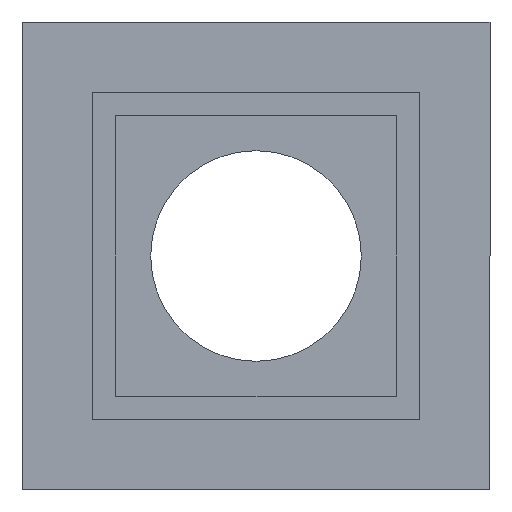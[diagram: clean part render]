
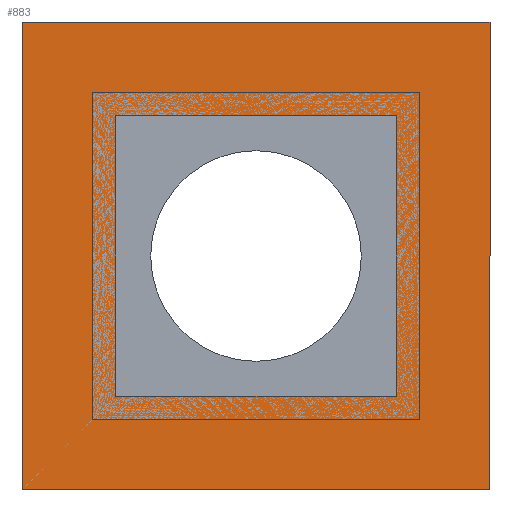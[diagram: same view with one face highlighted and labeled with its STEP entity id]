
A CAD part, left-side view. The second image highlights one B-rep face of the part: STEP entity #883.
In plain terms, the highlighted planar face has unit normal (-1, 0, 0).
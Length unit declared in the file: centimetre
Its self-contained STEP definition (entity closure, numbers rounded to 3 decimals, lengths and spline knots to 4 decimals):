
#2 = CARTESIAN_POINT ( 'NONE',  ( 0., 0.6, 0. ) ) ;
#15 = LINE ( 'NONE', #2, #414 ) ;
#32 = ORIENTED_EDGE ( 'NONE', *, *, #646, .T. ) ;
#47 = VECTOR ( 'NONE', #391, 100. ) ;
#83 = CARTESIAN_POINT ( 'NONE',  ( 0., -0.6, -0.6 ) ) ;
#88 = VERTEX_POINT ( 'NONE', #639 ) ;
#118 = CARTESIAN_POINT ( 'NONE',  ( 0., 0.6, 0.6 ) ) ;
#190 = CARTESIAN_POINT ( 'NONE',  ( 0., -0.6, 0. ) ) ;
#197 = VECTOR ( 'NONE', #763, 100. ) ;
#254 = ORIENTED_EDGE ( 'NONE', *, *, #824, .F. ) ;
#258 = CARTESIAN_POINT ( 'NONE',  ( 0., -1., -1. ) ) ;
#265 = DIRECTION ( 'NONE',  ( 0., 1., 0. ) ) ;
#269 = ORIENTED_EDGE ( 'NONE', *, *, #731, .F. ) ;
#273 = EDGE_LOOP ( 'NONE', ( #434, #882, #254, #925 ) ) ;
#278 = VECTOR ( 'NONE', #829, 100. ) ;
#281 = FACE_OUTER_BOUND ( 'NONE', #273, .T. ) ;
#291 = LINE ( 'NONE', #737, #761 ) ;
#296 = AXIS2_PLACEMENT_3D ( 'NONE', #852, #498, #641 ) ;
#371 = VERTEX_POINT ( 'NONE', #118 ) ;
#383 = CARTESIAN_POINT ( 'NONE',  ( 0., -0.6, 0.6 ) ) ;
#391 = DIRECTION ( 'NONE',  ( 0., 1., 0. ) ) ;
#414 = VECTOR ( 'NONE', #881, 100. ) ;
#429 = LINE ( 'NONE', #190, #507 ) ;
#434 = ORIENTED_EDGE ( 'NONE', *, *, #550, .F. ) ;
#438 = ORIENTED_EDGE ( 'NONE', *, *, #621, .T. ) ;
#439 = CARTESIAN_POINT ( 'NONE',  ( 0., 1., 1. ) ) ;
#449 = VERTEX_POINT ( 'NONE', #723 ) ;
#468 = CARTESIAN_POINT ( 'NONE',  ( 0., 0., 0.6 ) ) ;
#471 = EDGE_CURVE ( 'NONE', #509, #574, #429, .T. ) ;
#490 = VECTOR ( 'NONE', #516, 100. ) ;
#498 = DIRECTION ( 'NONE',  ( 1., 0., 0. ) ) ;
#507 = VECTOR ( 'NONE', #730, 100. ) ;
#509 = VERTEX_POINT ( 'NONE', #83 ) ;
#511 = LINE ( 'NONE', #757, #490 ) ;
#516 = DIRECTION ( 'NONE',  ( 0., -1., 0. ) ) ;
#541 = LINE ( 'NONE', #468, #47 ) ;
#550 = EDGE_CURVE ( 'NONE', #559, #750, #511, .T. ) ;
#551 = CARTESIAN_POINT ( 'NONE',  ( 0., -1., -1. ) ) ;
#559 = VERTEX_POINT ( 'NONE', #439 ) ;
#574 = VERTEX_POINT ( 'NONE', #383 ) ;
#581 = DIRECTION ( 'NONE',  ( 0., 1., 0. ) ) ;
#589 = EDGE_LOOP ( 'NONE', ( #875, #438, #32, #269 ) ) ;
#621 = EDGE_CURVE ( 'NONE', #509, #449, #291, .T. ) ;
#639 = CARTESIAN_POINT ( 'NONE',  ( 0., 1., -1. ) ) ;
#641 = DIRECTION ( 'NONE',  ( 0., 0., -1. ) ) ;
#646 = EDGE_CURVE ( 'NONE', #449, #371, #15, .T. ) ;
#672 = EDGE_CURVE ( 'NONE', #88, #559, #918, .T. ) ;
#701 = LINE ( 'NONE', #551, #197 ) ;
#723 = CARTESIAN_POINT ( 'NONE',  ( 0., 0.6, -0.6 ) ) ;
#730 = DIRECTION ( 'NONE',  ( 0., 0., 1. ) ) ;
#731 = EDGE_CURVE ( 'NONE', #574, #371, #541, .T. ) ;
#737 = CARTESIAN_POINT ( 'NONE',  ( 0., 0., -0.6 ) ) ;
#750 = VERTEX_POINT ( 'NONE', #765 ) ;
#755 = VERTEX_POINT ( 'NONE', #258 ) ;
#757 = CARTESIAN_POINT ( 'NONE',  ( 0., -1., 1. ) ) ;
#758 = EDGE_CURVE ( 'NONE', #750, #755, #701, .T. ) ;
#761 = VECTOR ( 'NONE', #581, 100. ) ;
#763 = DIRECTION ( 'NONE',  ( 0., 0., -1. ) ) ;
#765 = CARTESIAN_POINT ( 'NONE',  ( 0., -1., 1. ) ) ;
#770 = CARTESIAN_POINT ( 'NONE',  ( 0., 1., -1. ) ) ;
#787 = LINE ( 'NONE', #942, #832 ) ;
#824 = EDGE_CURVE ( 'NONE', #755, #88, #787, .T. ) ;
#829 = DIRECTION ( 'NONE',  ( 0., 0., 1. ) ) ;
#832 = VECTOR ( 'NONE', #265, 100. ) ;
#852 = CARTESIAN_POINT ( 'NONE',  ( 0., 0., 0. ) ) ;
#869 = PLANE ( 'NONE',  #296 ) ;
#875 = ORIENTED_EDGE ( 'NONE', *, *, #471, .F. ) ;
#881 = DIRECTION ( 'NONE',  ( 0., 0., 1. ) ) ;
#882 = ORIENTED_EDGE ( 'NONE', *, *, #672, .F. ) ;
#883 = ADVANCED_FACE ( 'NONE', ( #926, #281 ), #869, .F. ) ;
#918 = LINE ( 'NONE', #770, #278 ) ;
#925 = ORIENTED_EDGE ( 'NONE', *, *, #758, .F. ) ;
#926 = FACE_BOUND ( 'NONE', #589, .T. ) ;
#942 = CARTESIAN_POINT ( 'NONE',  ( 0., -1., -1. ) ) ;
